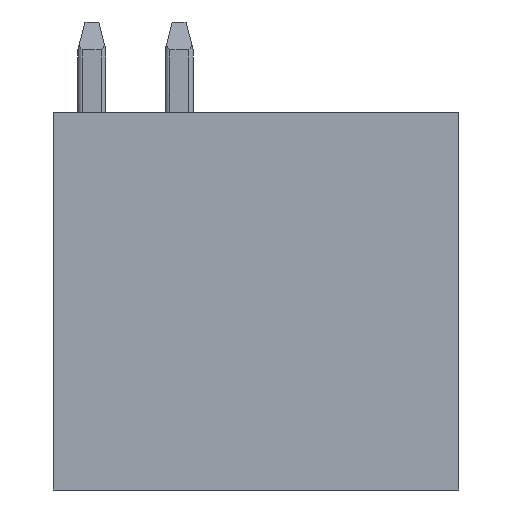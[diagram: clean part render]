
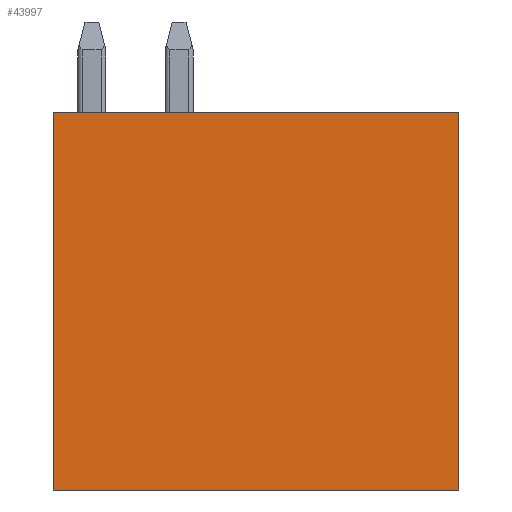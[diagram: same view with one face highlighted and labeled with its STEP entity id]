
A CAD part, front view. The second image highlights one B-rep face of the part: STEP entity #43997.
In plain terms, the highlighted planar face has unit normal (0, -1, 0).
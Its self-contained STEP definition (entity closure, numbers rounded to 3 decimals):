
#10713=DIRECTION('',(0.,0.,1.));
#10714=VECTOR('',#10713,10.8);
#10715=CARTESIAN_POINT('',(-5.49,-77.8,-6.62));
#10716=LINE('',#10715,#10714);
#10717=DIRECTION('',(1.,0.,0.));
#10718=VECTOR('',#10717,11.6);
#10719=CARTESIAN_POINT('',(-5.49,-77.8,4.18));
#10720=LINE('',#10719,#10718);
#10721=DIRECTION('',(0.,0.,-1.));
#10722=VECTOR('',#10721,10.8);
#10723=CARTESIAN_POINT('',(6.11,-77.8,4.18));
#10724=LINE('',#10723,#10722);
#10725=DIRECTION('',(-1.,0.,0.));
#10726=VECTOR('',#10725,11.6);
#10727=CARTESIAN_POINT('',(6.11,-77.8,-6.62));
#10728=LINE('',#10727,#10726);
#25721=CARTESIAN_POINT('',(-5.49,-77.8,-6.62));
#25722=CARTESIAN_POINT('',(-5.49,-77.8,4.18));
#25723=VERTEX_POINT('',#25721);
#25724=VERTEX_POINT('',#25722);
#25725=CARTESIAN_POINT('',(6.11,-77.8,4.18));
#25726=VERTEX_POINT('',#25725);
#25727=CARTESIAN_POINT('',(6.11,-77.8,-6.62));
#25728=VERTEX_POINT('',#25727);
#43986=CARTESIAN_POINT('',(0.,-77.8,0.));
#43987=DIRECTION('',(0.,1.,0.));
#43988=DIRECTION('',(1.,0.,0.));
#43989=AXIS2_PLACEMENT_3D('',#43986,#43987,#43988);
#43990=PLANE('',#43989);
#43991=ORIENTED_EDGE('',*,*,#32142,.T.);
#43992=ORIENTED_EDGE('',*,*,#32672,.T.);
#43993=ORIENTED_EDGE('',*,*,#32848,.T.);
#43994=ORIENTED_EDGE('',*,*,#43980,.T.);
#43995=EDGE_LOOP('',(#43991,#43992,#43993,#43994));
#43996=FACE_OUTER_BOUND('',#43995,.F.);
#43997=ADVANCED_FACE('',(#43996),#43990,.F.);
#32142=EDGE_CURVE('',#25723,#25724,#10716,.T.);
#32672=EDGE_CURVE('',#25724,#25726,#10720,.T.);
#32848=EDGE_CURVE('',#25726,#25728,#10724,.T.);
#43980=EDGE_CURVE('',#25728,#25723,#10728,.T.);
